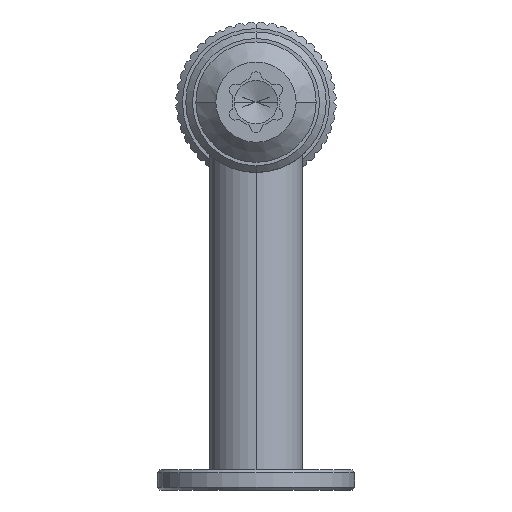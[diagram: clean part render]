
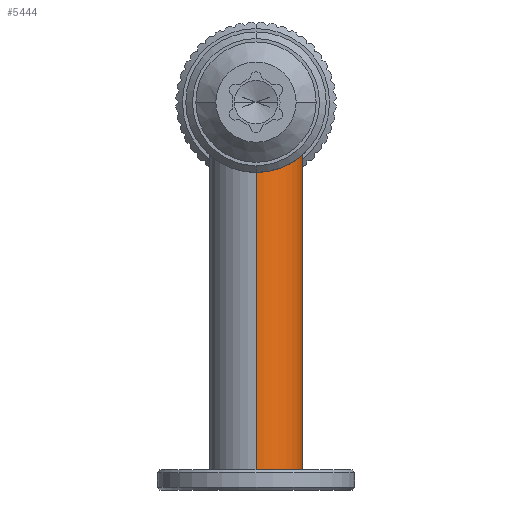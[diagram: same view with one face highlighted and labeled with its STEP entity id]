
A CAD part, front view. The second image highlights one B-rep face of the part: STEP entity #5444.
In plain terms, the highlighted cylindrical face has radius 3.5 mm (diameter 7 mm), a partial arc.
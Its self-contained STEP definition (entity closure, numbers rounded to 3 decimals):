
#79 = VERTEX_POINT ( 'NONE', #2043 ) ;
#321 = FACE_OUTER_BOUND ( 'NONE', #2419, .T. ) ;
#463 = CARTESIAN_POINT ( 'NONE',  ( 0., 3.5, -3.5 ) ) ;
#492 = DIRECTION ( 'NONE',  ( 0., 0., -1. ) ) ;
#561 = EDGE_CURVE ( 'NONE', #5274, #1006, #1583, .T. ) ;
#954 = AXIS2_PLACEMENT_3D ( 'NONE', #1675, #492, #2997 ) ;
#1006 = VERTEX_POINT ( 'NONE', #5493 ) ;
#1206 = LINE ( 'NONE', #6512, #7557 ) ;
#1398 = CYLINDRICAL_SURFACE ( 'NONE', #954, 3.5 ) ;
#1583 = CIRCLE ( 'NONE', #2881, 3.5 ) ;
#1675 = CARTESIAN_POINT ( 'NONE',  ( 0., 0., -3.5 ) ) ;
#1937 = CARTESIAN_POINT ( 'NONE',  ( 0., 0., 25. ) ) ;
#2043 = CARTESIAN_POINT ( 'NONE',  ( 0., 3.5, 25. ) ) ;
#2419 = EDGE_LOOP ( 'NONE', ( #5722, #7603, #3483, #7199 ) ) ;
#2881 = AXIS2_PLACEMENT_3D ( 'NONE', #8021, #3049, #6863 ) ;
#2997 = DIRECTION ( 'NONE',  ( 0., 1., 0. ) ) ;
#3003 = CARTESIAN_POINT ( 'NONE',  ( 0., -3.5, 25. ) ) ;
#3049 = DIRECTION ( 'NONE',  ( 0., 0., -1. ) ) ;
#3261 = AXIS2_PLACEMENT_3D ( 'NONE', #1937, #5037, #6386 ) ;
#3483 = ORIENTED_EDGE ( 'NONE', *, *, #4496, .T. ) ;
#4496 = EDGE_CURVE ( 'NONE', #79, #1006, #6981, .T. ) ;
#4926 = EDGE_CURVE ( 'NONE', #6878, #79, #6284, .T. ) ;
#5037 = DIRECTION ( 'NONE',  ( 0., 0., -1. ) ) ;
#5251 = EDGE_CURVE ( 'NONE', #6878, #5274, #1206, .T. ) ;
#5274 = VERTEX_POINT ( 'NONE', #6648 ) ;
#5366 = DIRECTION ( 'NONE',  ( 0., 0., -1. ) ) ;
#5444 = ADVANCED_FACE ( 'NONE', ( #321 ), #1398, .T. ) ;
#5493 = CARTESIAN_POINT ( 'NONE',  ( 0., 3.5, 0. ) ) ;
#5722 = ORIENTED_EDGE ( 'NONE', *, *, #5251, .F. ) ;
#6284 = CIRCLE ( 'NONE', #3261, 3.5 ) ;
#6386 = DIRECTION ( 'NONE',  ( 0., 1., 0. ) ) ;
#6512 = CARTESIAN_POINT ( 'NONE',  ( 0., -3.5, -3.5 ) ) ;
#6648 = CARTESIAN_POINT ( 'NONE',  ( 0., -3.5, 0. ) ) ;
#6863 = DIRECTION ( 'NONE',  ( 0., 1., 0. ) ) ;
#6878 = VERTEX_POINT ( 'NONE', #3003 ) ;
#6981 = LINE ( 'NONE', #463, #7274 ) ;
#7199 = ORIENTED_EDGE ( 'NONE', *, *, #561, .F. ) ;
#7274 = VECTOR ( 'NONE', #7394, 1000. ) ;
#7394 = DIRECTION ( 'NONE',  ( 0., 0., -1. ) ) ;
#7557 = VECTOR ( 'NONE', #5366, 1000. ) ;
#7603 = ORIENTED_EDGE ( 'NONE', *, *, #4926, .T. ) ;
#8021 = CARTESIAN_POINT ( 'NONE',  ( 0., 0., 0. ) ) ;
